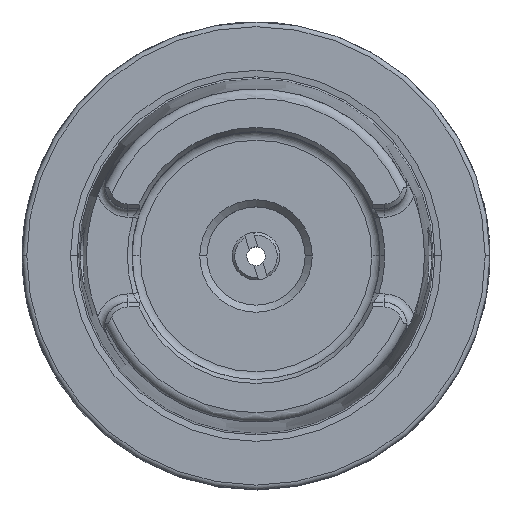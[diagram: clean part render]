
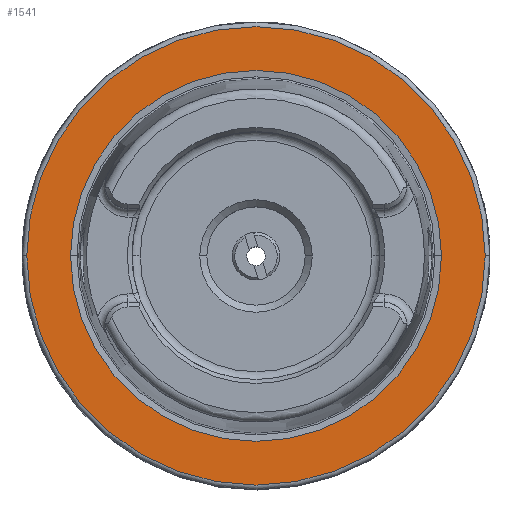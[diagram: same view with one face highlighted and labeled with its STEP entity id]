
A CAD part, top view. The second image highlights one B-rep face of the part: STEP entity #1541.
In plain terms, the highlighted planar face has unit normal (0, 0, 1).
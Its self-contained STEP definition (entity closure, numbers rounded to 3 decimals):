
#1522 = EDGE_CURVE ( 'NONE', #5434, #5433, #4818, .T. ) ;
#1540 = EDGE_CURVE ( 'NONE', #5499, #5437, #4766, .T. ) ;
#1541 = ADVANCED_FACE ( 'NONE', ( #4761, #4760 ), #4759, .T. ) ;
#1542 = EDGE_LOOP ( 'NONE', ( #1543, #1544 ) ) ;
#1543 = ORIENTED_EDGE ( 'NONE', *, *, #5512, .T. ) ;
#1544 = ORIENTED_EDGE ( 'NONE', *, *, #1540, .T. ) ;
#1545 = EDGE_LOOP ( 'NONE', ( #1546, #1547 ) ) ;
#1546 = ORIENTED_EDGE ( 'NONE', *, *, #5432, .F. ) ;
#1547 = ORIENTED_EDGE ( 'NONE', *, *, #1522, .F. ) ;
#4686 = DIRECTION ( 'NONE',  ( 1., 0., 0. ) ) ;
#4687 = DIRECTION ( 'NONE',  ( 0., 0., 1. ) ) ;
#4689 = CARTESIAN_POINT ( 'NONE',  ( 0., 39.647, 28.95 ) ) ;
#4690 = AXIS2_PLACEMENT_3D ( 'NONE', #4689, #4687, #4686 ) ;
#4759 = PLANE ( 'NONE',  #4690 ) ;
#4760 = FACE_OUTER_BOUND ( 'NONE', #1545, .T. ) ;
#4761 = FACE_BOUND ( 'NONE', #1542, .T. ) ;
#4762 = DIRECTION ( 'NONE',  ( -1., 0., 0. ) ) ;
#4763 = DIRECTION ( 'NONE',  ( 0., 0., -1. ) ) ;
#4764 = CARTESIAN_POINT ( 'NONE',  ( 0., 0., 28.95 ) ) ;
#4765 = AXIS2_PLACEMENT_3D ( 'NONE', #4764, #4763, #4762 ) ;
#4766 = CIRCLE ( 'NONE', #4765, 39.647 ) ;
#4802 = DIRECTION ( 'NONE',  ( -1., 0., 0. ) ) ;
#4803 = DIRECTION ( 'NONE',  ( 0., 0., -1. ) ) ;
#4813 = CARTESIAN_POINT ( 'NONE',  ( 0., 0., 28.95 ) ) ;
#4814 = AXIS2_PLACEMENT_3D ( 'NONE', #4813, #4803, #4802 ) ;
#4818 = CIRCLE ( 'NONE', #4814, 49. ) ;
#5432 = EDGE_CURVE ( 'NONE', #5433, #5434, #8245, .T. ) ;
#5433 = VERTEX_POINT ( 'NONE', #8240 ) ;
#5434 = VERTEX_POINT ( 'NONE', #8239 ) ;
#5437 = VERTEX_POINT ( 'NONE', #8234 ) ;
#5499 = VERTEX_POINT ( 'NONE', #8371 ) ;
#5512 = EDGE_CURVE ( 'NONE', #5437, #5499, #8424, .T. ) ;
#8234 = CARTESIAN_POINT ( 'NONE',  ( 39.647, 0., 28.95 ) ) ;
#8239 = CARTESIAN_POINT ( 'NONE',  ( 49., 0., 28.95 ) ) ;
#8240 = CARTESIAN_POINT ( 'NONE',  ( -49., 0., 28.95 ) ) ;
#8241 = DIRECTION ( 'NONE',  ( -1., 0., 0. ) ) ;
#8242 = DIRECTION ( 'NONE',  ( 0., 0., -1. ) ) ;
#8243 = CARTESIAN_POINT ( 'NONE',  ( 0., 0., 28.95 ) ) ;
#8244 = AXIS2_PLACEMENT_3D ( 'NONE', #8243, #8242, #8241 ) ;
#8245 = CIRCLE ( 'NONE', #8244, 49. ) ;
#8371 = CARTESIAN_POINT ( 'NONE',  ( -39.647, 0., 28.95 ) ) ;
#8420 = DIRECTION ( 'NONE',  ( -1., 0., 0. ) ) ;
#8421 = DIRECTION ( 'NONE',  ( 0., 0., -1. ) ) ;
#8422 = CARTESIAN_POINT ( 'NONE',  ( 0., 0., 28.95 ) ) ;
#8423 = AXIS2_PLACEMENT_3D ( 'NONE', #8422, #8421, #8420 ) ;
#8424 = CIRCLE ( 'NONE', #8423, 39.647 ) ;
